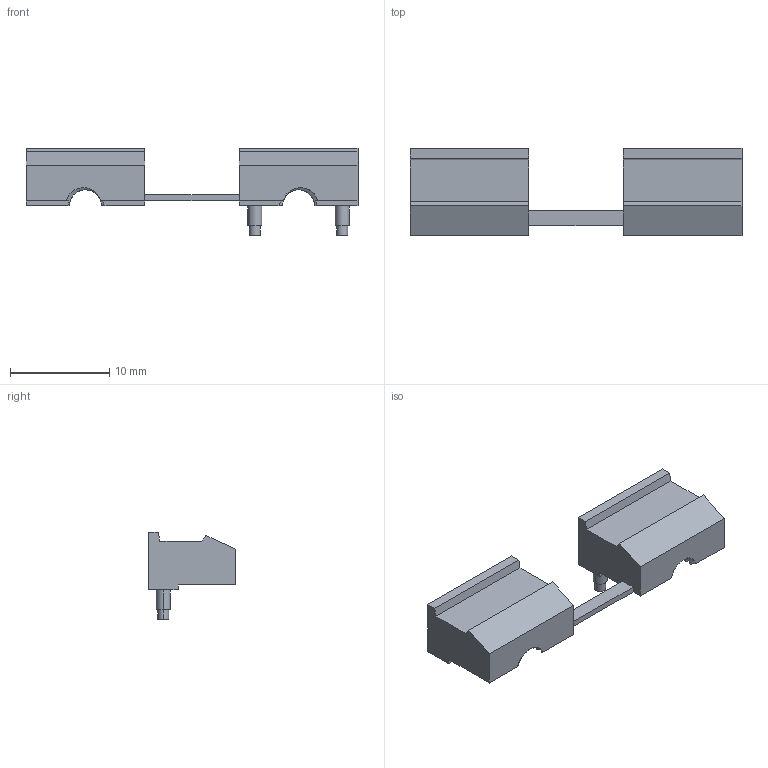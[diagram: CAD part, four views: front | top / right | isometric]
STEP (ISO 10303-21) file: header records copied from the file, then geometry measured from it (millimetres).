
FILE_DESCRIPTION (( 'STEP AP214' ), '1' );
FILE_NAME ('096sm10m04.STEP', '2014-08-19T05:48:10', ( '' ), ( '' ), 'SwSTEP 2.0', 'SolidWorks 2014', '' );
FILE_SCHEMA (( 'AUTOMOTIVE_DESIGN' ));
Length unit declared in the file: millimetre
Products named in the file (1): 096sm10m04
Bounding box: 33.5 x 8.8 x 8.8 mm (x, y, z)
Volume: 886.6 mm3; surface area: 989.4 mm2
Topology: 1 solids, 1 shells, 148 faces, 421 edges, 281 vertices
Faces by surface type: bspline 64, cylinder 42, plane 38, cone 4
Entity records: 34420 total; most frequent: CARTESIAN_POINT 29731, ORIENTED_EDGE 842, EDGE_CURVE 421, DIRECTION 382, VERTEX_POINT 281, EDGE_LOOP 154, UNCERTAINTY_MEASURE_WITH_UNIT 151, FILL_AREA_STYLE_COLOUR 150
